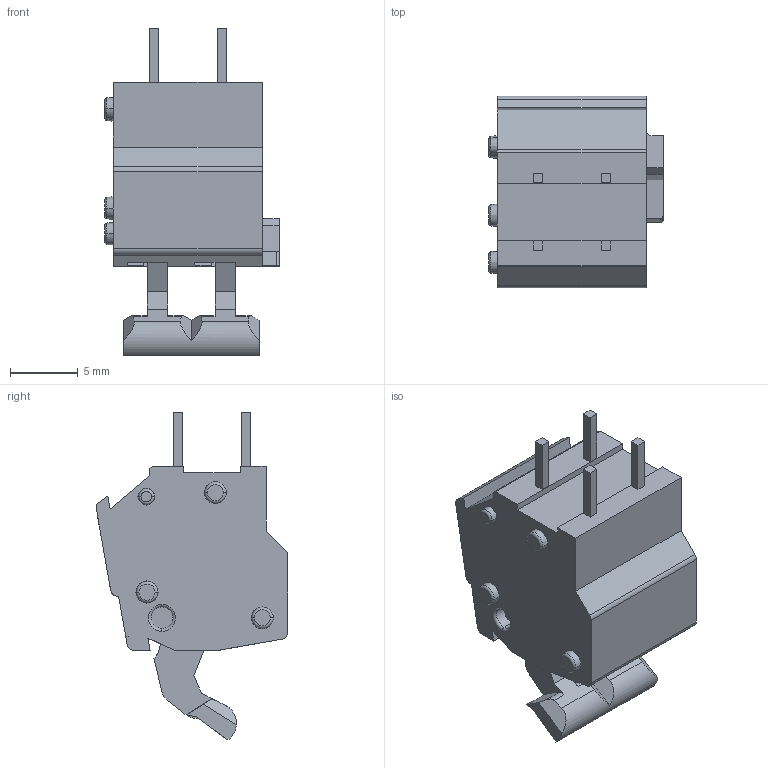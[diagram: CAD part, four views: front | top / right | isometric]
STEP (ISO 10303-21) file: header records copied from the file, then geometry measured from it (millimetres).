
FILE_DESCRIPTION((''),'2;1');
FILE_NAME('C-2834082-1','2017-02-24T',('workeradm'),('Tyco Electronics Ltd.'),'CREO PARAMETRIC BY PTC INC, 2016050','CREO PARAMETRIC BY PTC INC, 2016050','');
FILE_SCHEMA(('AUTOMOTIVE_DESIGN { 1 0 10303 214 1 1 1 1 }'));
Length unit declared in the file: millimetre
Products named in the file (1): C-2834082-1
Bounding box: 12.9 x 14.15 x 24.23 mm (x, y, z)
Volume: 1630.2 mm3; surface area: 1467.3 mm2
Topology: 1 solids, 1 shells, 242 faces, 641 edges, 412 vertices
Faces by surface type: plane 167, cylinder 39, torus 20, bspline 16
Entity records: 8055 total; most frequent: CARTESIAN_POINT 2013, ORIENTED_EDGE 1282, DIRECTION 1201, EDGE_CURVE 641, VECTOR 465, LINE 465, VERTEX_POINT 412, AXIS2_PLACEMENT_3D 368
